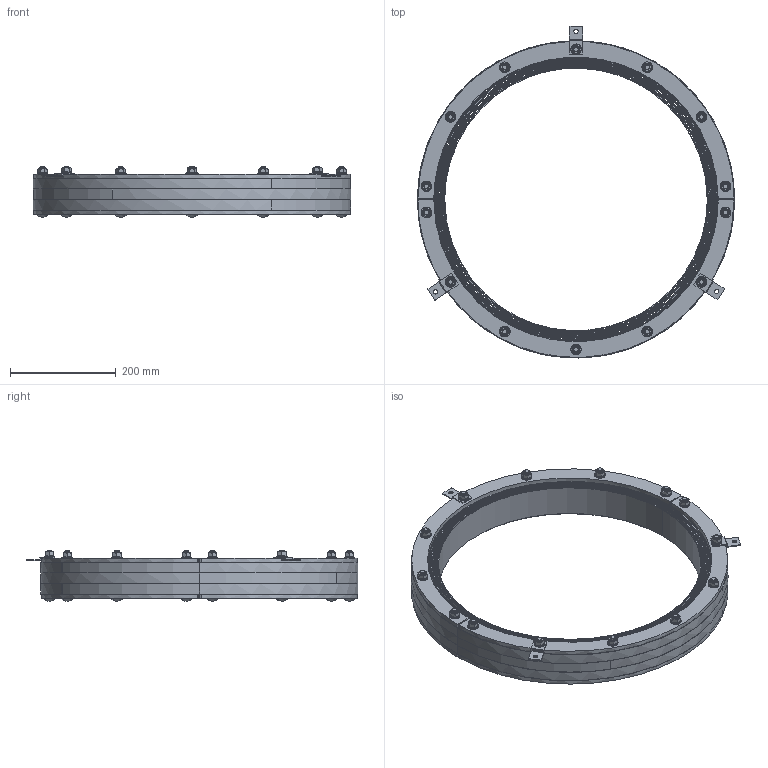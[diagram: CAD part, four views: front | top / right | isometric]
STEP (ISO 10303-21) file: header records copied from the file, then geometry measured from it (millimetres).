
FILE_DESCRIPTION((''),'2;1');
FILE_NAME('RS600.stp','2009-08-14T11:19:37',('JE BOHLIN'),('Roxtec International AB'),'Mechanical Desktop 2005','Mechanical Desktop 2005',', , ');
FILE_SCHEMA(('CONFIG_CONTROL_DESIGN'));
Length unit declared in the file: millimetre
Products named in the file (13): RS600; COMPL.HALF; RUBBER; SMALL RUBBER; LARGE RUBBER; FITTING; MDM BLUE; BOLTS; CUP HEAD SQUARE NECK BOLT - DIN 603 - M10 X 90; WASHER - ISO 7089 - 10 - 140 HV; HEX NUT - ISO 4032 - M10; BOLT; LARGE
Assembly tree (48 placements, depth 4):
  RS600
    COMPL.HALF  x2
      RUBBER
        SMALL RUBBER
        LARGE RUBBER
      FITTING
      MDM BLUE
      BOLTS
        CUP HEAD SQUARE NECK BOLT - DIN 603 - M10 X 90  x7
        WASHER - ISO 7089 - 10 - 140 HV  x2
        HEX NUT - ISO 4032 - M10  x2
    BOLT
      WASHER - ISO 7089 - 10 - 140 HV  x11
      HEX NUT - ISO 4032 - M10  x11
    LARGE  x3
Bounding box: 600 x 628 x 95.37 mm (x, y, z)
Surface area: 2738914.5 mm2 (no closed solid volume)
Topology: 0 solids, 0 shells, 1452 faces, 7288 edges, 7288 vertices
Faces by surface type: bspline 1452
Entity records: 12878 total; most frequent: CARTESIAN_POINT 8605, COMPOSITE_CURVE_SEGMENT 1354, QUASI_UNIFORM_CURVE 1144, PCURVE 574, OUTER_BOUNDARY_CURVE 263, CURVE_BOUNDED_SURFACE 263, QUASI_UNIFORM_SURFACE 107, DIRECTION 98
